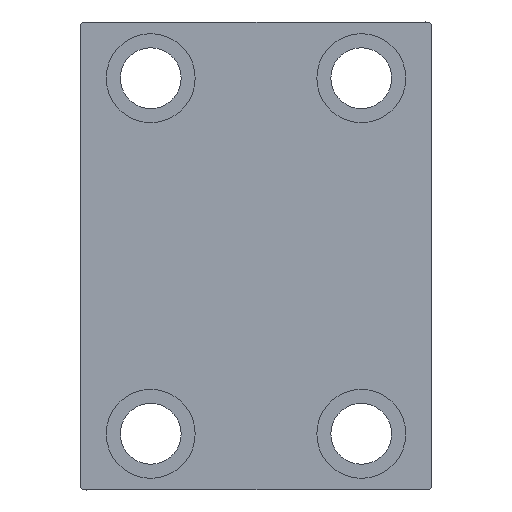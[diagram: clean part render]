
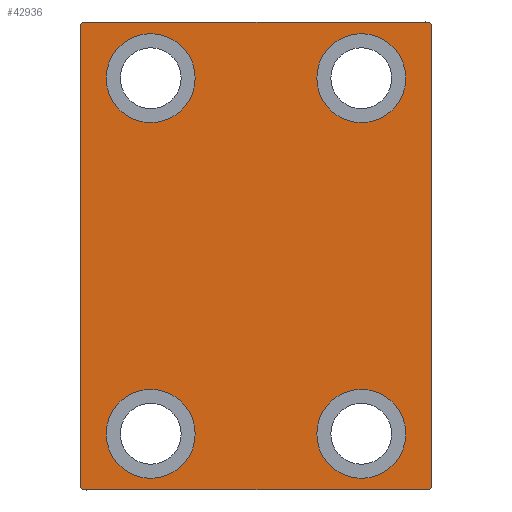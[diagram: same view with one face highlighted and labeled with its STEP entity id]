
A CAD part, left-side view. The second image highlights one B-rep face of the part: STEP entity #42936.
In plain terms, the highlighted face is planar.
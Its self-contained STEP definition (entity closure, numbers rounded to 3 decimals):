
#345 = CARTESIAN_POINT ( 'NONE',  ( 98., 37.5, -49.5 ) ) ;
#729 = VERTEX_POINT ( 'NONE', #345 ) ;
#912 = VERTEX_POINT ( 'NONE', #24350 ) ;
#1113 = ORIENTED_EDGE ( 'NONE', *, *, #34576, .T. ) ;
#1697 = CIRCLE ( 'NONE', #40861, 9.5 ) ;
#1932 = AXIS2_PLACEMENT_3D ( 'NONE', #23453, #31614, #35457 ) ;
#2200 = DIRECTION ( 'NONE',  ( 0., 0.707, 0.707 ) ) ;
#2392 = VERTEX_POINT ( 'NONE', #36491 ) ;
#2684 = CIRCLE ( 'NONE', #1932, 9.5 ) ;
#3263 = VERTEX_POINT ( 'NONE', #10060 ) ;
#4171 = VECTOR ( 'NONE', #46467, 1000. ) ;
#4236 = CIRCLE ( 'NONE', #21900, 9.5 ) ;
#4457 = CARTESIAN_POINT ( 'NONE',  ( 98., -22.5, -38. ) ) ;
#4929 = CIRCLE ( 'NONE', #33349, 9.5 ) ;
#6607 = CARTESIAN_POINT ( 'NONE',  ( 98., -37.5, -50. ) ) ;
#7701 = LINE ( 'NONE', #22369, #32669 ) ;
#7779 = ORIENTED_EDGE ( 'NONE', *, *, #36144, .T. ) ;
#8193 = EDGE_CURVE ( 'NONE', #39663, #11493, #1697, .T. ) ;
#8464 = DIRECTION ( 'NONE',  ( 0., 0., 1. ) ) ;
#8703 = CARTESIAN_POINT ( 'NONE',  ( 98., -37., 50. ) ) ;
#8713 = DIRECTION ( 'NONE',  ( 1., 0., 0. ) ) ;
#8746 = ORIENTED_EDGE ( 'NONE', *, *, #18854, .T. ) ;
#9190 = CARTESIAN_POINT ( 'NONE',  ( 98., 22.5, -47.5 ) ) ;
#9634 = VERTEX_POINT ( 'NONE', #8703 ) ;
#9918 = ORIENTED_EDGE ( 'NONE', *, *, #19710, .T. ) ;
#10060 = CARTESIAN_POINT ( 'NONE',  ( 98., -22.5, -28.5 ) ) ;
#10279 = CIRCLE ( 'NONE', #32571, 9.5 ) ;
#10504 = ORIENTED_EDGE ( 'NONE', *, *, #37943, .T. ) ;
#10556 = VERTEX_POINT ( 'NONE', #9190 ) ;
#10654 = ORIENTED_EDGE ( 'NONE', *, *, #39034, .T. ) ;
#10904 = EDGE_CURVE ( 'NONE', #45185, #3263, #14565, .T. ) ;
#11493 = VERTEX_POINT ( 'NONE', #43785 ) ;
#11564 = AXIS2_PLACEMENT_3D ( 'NONE', #22309, #37436, #18706 ) ;
#11761 = AXIS2_PLACEMENT_3D ( 'NONE', #20020, #8713, #23388 ) ;
#12314 = FACE_BOUND ( 'NONE', #24285, .T. ) ;
#12379 = ORIENTED_EDGE ( 'NONE', *, *, #8193, .T. ) ;
#12601 = VERTEX_POINT ( 'NONE', #13954 ) ;
#12672 = CARTESIAN_POINT ( 'NONE',  ( 98., -37.5, 49.5 ) ) ;
#12792 = FACE_OUTER_BOUND ( 'NONE', #31263, .T. ) ;
#12811 = EDGE_CURVE ( 'NONE', #27113, #41788, #10279, .T. ) ;
#13142 = LINE ( 'NONE', #35046, #26976 ) ;
#13518 = ORIENTED_EDGE ( 'NONE', *, *, #16717, .T. ) ;
#13766 = EDGE_LOOP ( 'NONE', ( #44630, #31447 ) ) ;
#13954 = CARTESIAN_POINT ( 'NONE',  ( 98., -37.5, -49.5 ) ) ;
#14039 = DIRECTION ( 'NONE',  ( 0., 1., 0. ) ) ;
#14565 = CIRCLE ( 'NONE', #41445, 9.5 ) ;
#14994 = VECTOR ( 'NONE', #44483, 1000. ) ;
#15392 = DIRECTION ( 'NONE',  ( -1., 0., 0. ) ) ;
#16457 = EDGE_CURVE ( 'NONE', #3263, #45185, #4929, .T. ) ;
#16614 = AXIS2_PLACEMENT_3D ( 'NONE', #47365, #20936, #25003 ) ;
#16717 = EDGE_CURVE ( 'NONE', #19863, #27028, #35700, .T. ) ;
#16821 = CARTESIAN_POINT ( 'NONE',  ( 98., -37., -50. ) ) ;
#16977 = VECTOR ( 'NONE', #2200, 1000. ) ;
#17062 = EDGE_CURVE ( 'NONE', #46348, #12601, #35404, .T. ) ;
#18518 = LINE ( 'NONE', #29336, #14994 ) ;
#18706 = DIRECTION ( 'NONE',  ( 0., 0., 1. ) ) ;
#18854 = EDGE_CURVE ( 'NONE', #12601, #19863, #18518, .T. ) ;
#19003 = CARTESIAN_POINT ( 'NONE',  ( 98., 22.5, 38. ) ) ;
#19448 = EDGE_CURVE ( 'NONE', #41788, #27113, #4236, .T. ) ;
#19710 = EDGE_CURVE ( 'NONE', #729, #2392, #7701, .T. ) ;
#19863 = VERTEX_POINT ( 'NONE', #16821 ) ;
#20020 = CARTESIAN_POINT ( 'NONE',  ( 98., 0., 0. ) ) ;
#20936 = DIRECTION ( 'NONE',  ( -1., 0., 0. ) ) ;
#21513 = ORIENTED_EDGE ( 'NONE', *, *, #21765, .T. ) ;
#21672 = ORIENTED_EDGE ( 'NONE', *, *, #12811, .T. ) ;
#21708 = DIRECTION ( 'NONE',  ( 0., -0.707, 0.707 ) ) ;
#21739 = ORIENTED_EDGE ( 'NONE', *, *, #47349, .T. ) ;
#21765 = EDGE_CURVE ( 'NONE', #912, #10556, #21968, .T. ) ;
#21900 = AXIS2_PLACEMENT_3D ( 'NONE', #42355, #24078, #8464 ) ;
#21968 = CIRCLE ( 'NONE', #16614, 9.5 ) ;
#22309 = CARTESIAN_POINT ( 'NONE',  ( 98., -22.5, 38. ) ) ;
#22369 = CARTESIAN_POINT ( 'NONE',  ( 98., 37.5, -50. ) ) ;
#22911 = FACE_BOUND ( 'NONE', #13766, .T. ) ;
#23388 = DIRECTION ( 'NONE',  ( 0., 0., -1. ) ) ;
#23453 = CARTESIAN_POINT ( 'NONE',  ( 98., 22.5, -38. ) ) ;
#23787 = DIRECTION ( 'NONE',  ( 0., 0., 1. ) ) ;
#24078 = DIRECTION ( 'NONE',  ( -1., 0., 0. ) ) ;
#24285 = EDGE_LOOP ( 'NONE', ( #12379, #10504 ) ) ;
#24350 = CARTESIAN_POINT ( 'NONE',  ( 98., 22.5, -28.5 ) ) ;
#24984 = DIRECTION ( 'NONE',  ( 0., 0., 1. ) ) ;
#25003 = DIRECTION ( 'NONE',  ( 0., 0., 1. ) ) ;
#26154 = CIRCLE ( 'NONE', #11564, 9.5 ) ;
#26829 = CARTESIAN_POINT ( 'NONE',  ( 98., 37.5, 50. ) ) ;
#26976 = VECTOR ( 'NONE', #39110, 1000. ) ;
#26979 = FACE_BOUND ( 'NONE', #38602, .T. ) ;
#27028 = VERTEX_POINT ( 'NONE', #44030 ) ;
#27113 = VERTEX_POINT ( 'NONE', #45714 ) ;
#27460 = FACE_BOUND ( 'NONE', #33456, .T. ) ;
#27693 = LINE ( 'NONE', #31310, #16977 ) ;
#27865 = DIRECTION ( 'NONE',  ( -1., 0., 0. ) ) ;
#29336 = CARTESIAN_POINT ( 'NONE',  ( 98., -43.5, -43.5 ) ) ;
#29391 = LINE ( 'NONE', #36126, #34551 ) ;
#30453 = LINE ( 'NONE', #26829, #41437 ) ;
#31263 = EDGE_LOOP ( 'NONE', ( #1113, #10654, #44827, #8746, #13518, #40642, #9918, #7779 ) ) ;
#31310 = CARTESIAN_POINT ( 'NONE',  ( 98., 43.5, -43.5 ) ) ;
#31447 = ORIENTED_EDGE ( 'NONE', *, *, #16457, .T. ) ;
#31614 = DIRECTION ( 'NONE',  ( -1., 0., 0. ) ) ;
#31803 = CARTESIAN_POINT ( 'NONE',  ( 98., -37.5, 50. ) ) ;
#32451 = CARTESIAN_POINT ( 'NONE',  ( 98., -22.5, -47.5 ) ) ;
#32571 = AXIS2_PLACEMENT_3D ( 'NONE', #19003, #15392, #41999 ) ;
#32669 = VECTOR ( 'NONE', #37020, 1000. ) ;
#33349 = AXIS2_PLACEMENT_3D ( 'NONE', #4457, #40062, #44385 ) ;
#33456 = EDGE_LOOP ( 'NONE', ( #21739, #21513 ) ) ;
#34551 = VECTOR ( 'NONE', #21708, 1000. ) ;
#34576 = EDGE_CURVE ( 'NONE', #37880, #9634, #30453, .T. ) ;
#35046 = CARTESIAN_POINT ( 'NONE',  ( 98., -43.5, 43.5 ) ) ;
#35342 = CARTESIAN_POINT ( 'NONE',  ( 98., -22.5, -38. ) ) ;
#35404 = LINE ( 'NONE', #31803, #4171 ) ;
#35457 = DIRECTION ( 'NONE',  ( 0., 0., 1. ) ) ;
#35700 = LINE ( 'NONE', #6607, #39499 ) ;
#35918 = ORIENTED_EDGE ( 'NONE', *, *, #19448, .T. ) ;
#36126 = CARTESIAN_POINT ( 'NONE',  ( 98., 43.5, 43.5 ) ) ;
#36144 = EDGE_CURVE ( 'NONE', #2392, #37880, #29391, .T. ) ;
#36277 = CARTESIAN_POINT ( 'NONE',  ( 98., -22.5, 28.5 ) ) ;
#36491 = CARTESIAN_POINT ( 'NONE',  ( 98., 37.5, 49.5 ) ) ;
#37020 = DIRECTION ( 'NONE',  ( 0., 0., 1. ) ) ;
#37436 = DIRECTION ( 'NONE',  ( -1., 0., 0. ) ) ;
#37573 = PLANE ( 'NONE',  #11761 ) ;
#37880 = VERTEX_POINT ( 'NONE', #39400 ) ;
#37943 = EDGE_CURVE ( 'NONE', #11493, #39663, #26154, .T. ) ;
#38274 = EDGE_CURVE ( 'NONE', #27028, #729, #27693, .T. ) ;
#38602 = EDGE_LOOP ( 'NONE', ( #35918, #21672 ) ) ;
#38687 = CARTESIAN_POINT ( 'NONE',  ( 98., -22.5, 38. ) ) ;
#39034 = EDGE_CURVE ( 'NONE', #9634, #46348, #13142, .T. ) ;
#39110 = DIRECTION ( 'NONE',  ( 0., -0.707, -0.707 ) ) ;
#39400 = CARTESIAN_POINT ( 'NONE',  ( 98., 37., 50. ) ) ;
#39499 = VECTOR ( 'NONE', #14039, 1000. ) ;
#39663 = VERTEX_POINT ( 'NONE', #36277 ) ;
#40062 = DIRECTION ( 'NONE',  ( -1., 0., 0. ) ) ;
#40642 = ORIENTED_EDGE ( 'NONE', *, *, #38274, .T. ) ;
#40861 = AXIS2_PLACEMENT_3D ( 'NONE', #38687, #27865, #23787 ) ;
#41437 = VECTOR ( 'NONE', #45122, 1000. ) ;
#41445 = AXIS2_PLACEMENT_3D ( 'NONE', #35342, #42548, #24984 ) ;
#41788 = VERTEX_POINT ( 'NONE', #46964 ) ;
#41999 = DIRECTION ( 'NONE',  ( 0., 0., 1. ) ) ;
#42355 = CARTESIAN_POINT ( 'NONE',  ( 98., 22.5, 38. ) ) ;
#42548 = DIRECTION ( 'NONE',  ( -1., 0., 0. ) ) ;
#42936 = ADVANCED_FACE ( 'NONE', ( #22911, #12314, #26979, #27460, #12792 ), #37573, .T. ) ;
#43785 = CARTESIAN_POINT ( 'NONE',  ( 98., -22.5, 47.5 ) ) ;
#44030 = CARTESIAN_POINT ( 'NONE',  ( 98., 37., -50. ) ) ;
#44385 = DIRECTION ( 'NONE',  ( 0., 0., 1. ) ) ;
#44483 = DIRECTION ( 'NONE',  ( 0., 0.707, -0.707 ) ) ;
#44630 = ORIENTED_EDGE ( 'NONE', *, *, #10904, .T. ) ;
#44827 = ORIENTED_EDGE ( 'NONE', *, *, #17062, .T. ) ;
#45122 = DIRECTION ( 'NONE',  ( 0., -1., 0. ) ) ;
#45185 = VERTEX_POINT ( 'NONE', #32451 ) ;
#45714 = CARTESIAN_POINT ( 'NONE',  ( 98., 22.5, 47.5 ) ) ;
#46348 = VERTEX_POINT ( 'NONE', #12672 ) ;
#46467 = DIRECTION ( 'NONE',  ( 0., 0., -1. ) ) ;
#46964 = CARTESIAN_POINT ( 'NONE',  ( 98., 22.5, 28.5 ) ) ;
#47349 = EDGE_CURVE ( 'NONE', #10556, #912, #2684, .T. ) ;
#47365 = CARTESIAN_POINT ( 'NONE',  ( 98., 22.5, -38. ) ) ;
